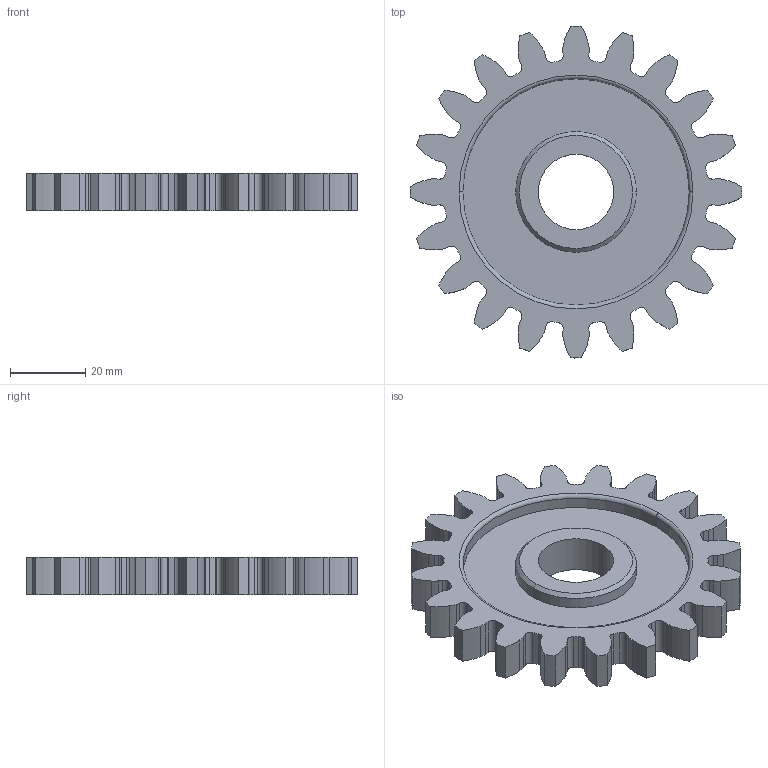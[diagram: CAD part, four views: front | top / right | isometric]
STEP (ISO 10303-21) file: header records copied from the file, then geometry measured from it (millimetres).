
FILE_DESCRIPTION (( 'STEP AP214' ), '1' );
FILE_NAME ('small_gear.step', '2016-08-26T19:41:25', ( '' ), ( '' ), 'SwSTEP 2.0', 'SolidWorks 2015', '' );
FILE_SCHEMA (( 'AUTOMOTIVE_DESIGN' ));
Length unit declared in the file: inch
Products named in the file (1): small_gear
Bounding box: 88.01 x 88 x 10 mm (x, y, z)
Volume: 29720.4 mm3; surface area: 16897.7 mm2
Topology: 1 solids, 1 shells, 235 faces, 679 edges, 450 vertices
Faces by surface type: cylinder 101, bspline 80, plane 46, torus 4, cone 4
Entity records: 10207 total; most frequent: CARTESIAN_POINT 4325, ORIENTED_EDGE 1358, DIRECTION 1045, EDGE_CURVE 679, VERTEX_POINT 450, AXIS2_PLACEMENT_3D 370, VECTOR 305, LINE 305
